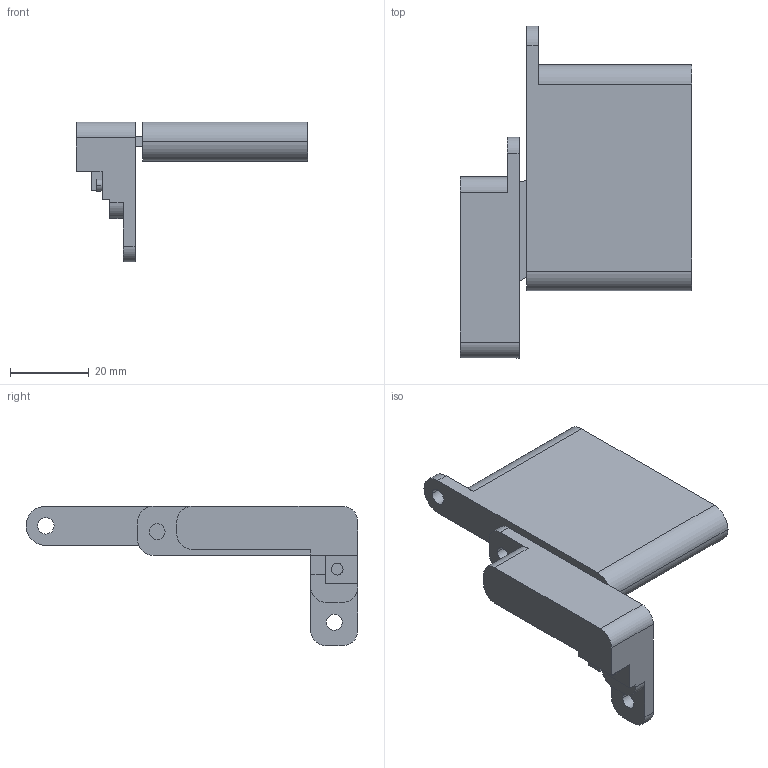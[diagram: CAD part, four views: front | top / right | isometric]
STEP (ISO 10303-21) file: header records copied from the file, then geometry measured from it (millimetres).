
FILE_DESCRIPTION (( 'STEP AP214' ), '1' );
FILE_NAME ('Scharnier Tiomos-Hidden LD-RU geschlossen.STEP', '2017-09-05T06:20:46', ( '' ), ( '' ), 'SwSTEP 2.0', 'SolidWorks 2015', '' );
FILE_SCHEMA (( 'AUTOMOTIVE_DESIGN' ));
Length unit declared in the file: millimetre
Products named in the file (1): Scharnier Tiomos-Hidden LD-RU geschlossen
Bounding box: 58.9 x 84.3 x 35.5 mm (x, y, z)
Volume: 33271.6 mm3; surface area: 10859.2 mm2
Topology: 3 solids, 3 shells, 56 faces, 146 edges, 97 vertices
Faces by surface type: plane 33, cylinder 23
Entity records: 1792 total; most frequent: DIRECTION 306, CARTESIAN_POINT 300, ORIENTED_EDGE 292, EDGE_CURVE 146, AXIS2_PLACEMENT_3D 103, LINE 100, VECTOR 100, VERTEX_POINT 97
